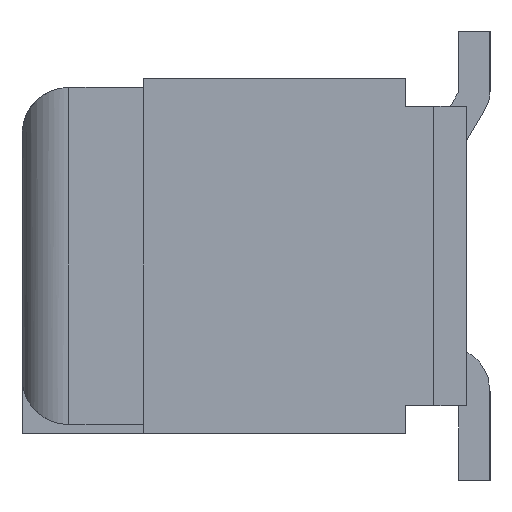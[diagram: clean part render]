
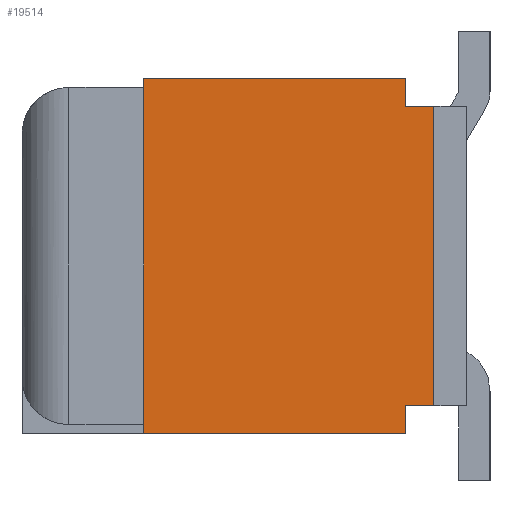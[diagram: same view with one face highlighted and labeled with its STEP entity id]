
A CAD part, left-side view. The second image highlights one B-rep face of the part: STEP entity #19514.
In plain terms, the highlighted planar face has unit normal (-1, 0, 0).
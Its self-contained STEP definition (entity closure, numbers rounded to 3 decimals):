
#7714=EDGE_CURVE('',#16082,#11372,#21091,.T.);
#8526=VERTEX_POINT('',#21979);
#8660=EDGE_CURVE('',#15530,#9340,#22117,.T.);
#8686=VERTEX_POINT('',#22144);
#9020=VERTEX_POINT('',#22516);
#9340=VERTEX_POINT('',#22864);
#9688=EDGE_CURVE('',#9724,#10878,#23249,.T.);
#9724=VERTEX_POINT('',#23287);
#10878=VERTEX_POINT('',#24532);
#11372=VERTEX_POINT('',#25063);
#11844=EDGE_CURVE('',#8526,#8686,#25570,.T.);
#13464=EDGE_CURVE('',#10878,#9020,#27361,.T.);
#15530=VERTEX_POINT('',#29590);
#16008=EDGE_CURVE('',#16082,#16028,#30107,.T.);
#16028=VERTEX_POINT('',#30127);
#16082=VERTEX_POINT('',#30185);
#16798=EDGE_CURVE('',#9340,#9724,#30957,.T.);
#18652=EDGE_CURVE('',#16028,#8526,#32987,.T.);
#18894=EDGE_CURVE('',#15530,#8686,#33249,.T.);
#18940=EDGE_CURVE('',#9020,#11372,#33301,.T.);
#19514=ADVANCED_FACE('',(#33922),#33923,.F.);
#21091=LINE('',#36026,#36027);
#21979=CARTESIAN_POINT('',(-16.0,3.7,-1.8));
#22117=LINE('',#37508,#37509);
#22144=CARTESIAN_POINT('',(-16.0,3.7,-1.9));
#22516=CARTESIAN_POINT('',(-16.0,0.9,1.6));
#22864=CARTESIAN_POINT('',(-16.0,0.9,-1.6));
#23249=LINE('',#39151,#39152);
#23287=CARTESIAN_POINT('',(-16.0,0.6,-1.6));
#24532=CARTESIAN_POINT('',(-16.0,0.6,1.6));
#25063=CARTESIAN_POINT('',(-16.0,0.9,1.9));
#25570=LINE('',#42574,#42575);
#27361=LINE('',#45179,#45180);
#29590=CARTESIAN_POINT('',(-16.0,0.9,-1.9));
#30107=LINE('',#49238,#49239);
#30127=CARTESIAN_POINT('',(-16.0,3.7,1.8));
#30185=CARTESIAN_POINT('',(-16.0,3.7,1.9));
#30957=LINE('',#50480,#50481);
#32987=LINE('',#53394,#53395);
#33249=LINE('',#53782,#53783);
#33301=LINE('',#53852,#53853);
#33922=FACE_OUTER_BOUND('',#54760,.T.);
#33923=PLANE('',#54761);
#36026=CARTESIAN_POINT('',(-16.0,1.975,1.9));
#36027=VECTOR('',#56670,1.0);
#37508=CARTESIAN_POINT('',(-16.0,0.9,-0.875));
#37509=VECTOR('',#57631,1.0);
#39151=CARTESIAN_POINT('',(-16.0,0.6,0.0));
#39152=VECTOR('',#58869,1.0);
#42574=CARTESIAN_POINT('',(-16.0,3.7,0.0));
#42575=VECTOR('',#61067,1.0);
#45179=CARTESIAN_POINT('',(-16.0,1.213,1.6));
#45180=VECTOR('',#62950,1.0);
#49238=CARTESIAN_POINT('',(-16.0,3.7,0.0));
#49239=VECTOR('',#65504,1.0);
#50480=CARTESIAN_POINT('',(-16.0,1.213,-1.6));
#50481=VECTOR('',#66332,1.0);
#53394=CARTESIAN_POINT('',(-16.0,3.7,0.0));
#53395=VECTOR('',#68518,1.0);
#53782=CARTESIAN_POINT('',(-16.0,1.975,-1.9));
#53783=VECTOR('',#68781,1.0);
#53852=CARTESIAN_POINT('',(-16.0,0.9,0.875));
#53853=VECTOR('',#68838,1.0);
#54760=EDGE_LOOP('',(#69433,#69434,#69435,#69436,#69437,#69438,#69439,#69440,#69441,#69442));
#54761=AXIS2_PLACEMENT_3D('',#69443,#69444,#69445);
#56670=DIRECTION('',(0.0,-1.0,0.0));
#57631=DIRECTION('',(-0.0,0.0,1.0));
#58869=DIRECTION('',(-0.0,0.0,1.0));
#61067=DIRECTION('',(0.0,0.0,-1.0));
#62950=DIRECTION('',(0.0,1.0,0.0));
#65504=DIRECTION('',(0.0,0.0,-1.0));
#66332=DIRECTION('',(0.0,-1.0,0.0));
#68518=DIRECTION('',(0.0,0.0,-1.0));
#68781=DIRECTION('',(0.0,1.0,0.0));
#68838=DIRECTION('',(-0.0,0.0,1.0));
#69433=ORIENTED_EDGE('',*,*,#16798,.T.);
#69434=ORIENTED_EDGE('',*,*,#9688,.T.);
#69435=ORIENTED_EDGE('',*,*,#13464,.T.);
#69436=ORIENTED_EDGE('',*,*,#18940,.T.);
#69437=ORIENTED_EDGE('',*,*,#7714,.F.);
#69438=ORIENTED_EDGE('',*,*,#16008,.T.);
#69439=ORIENTED_EDGE('',*,*,#18652,.T.);
#69440=ORIENTED_EDGE('',*,*,#11844,.T.);
#69441=ORIENTED_EDGE('',*,*,#18894,.F.);
#69442=ORIENTED_EDGE('',*,*,#8660,.T.);
#69443=CARTESIAN_POINT('',(-16.0,1.975,0.0));
#69444=DIRECTION('',(1.0,0.0,0.0));
#69445=DIRECTION('',(0.0,0.0,-1.0));
